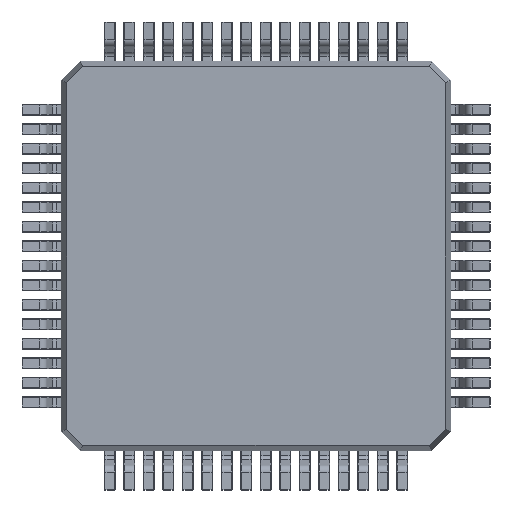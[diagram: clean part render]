
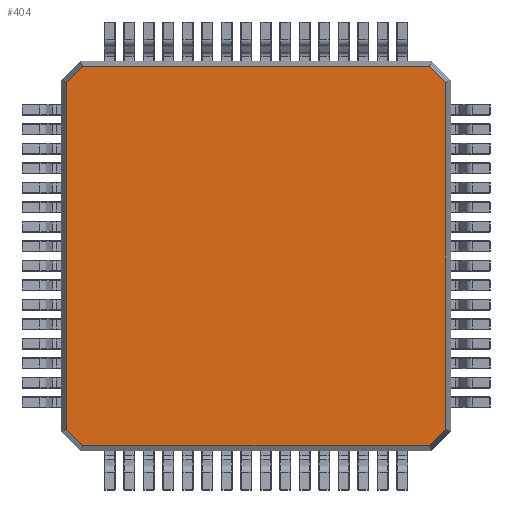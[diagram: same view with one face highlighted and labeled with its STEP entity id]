
A CAD part, front view. The second image highlights one B-rep face of the part: STEP entity #404.
In plain terms, the highlighted planar face has unit normal (0, -1, 0).
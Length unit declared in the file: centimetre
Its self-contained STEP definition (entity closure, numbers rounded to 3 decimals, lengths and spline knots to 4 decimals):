
#209 = EDGE_CURVE ( 'NONE', #3251, #3500, #1408, .T. ) ;
#404 = ADVANCED_FACE ( 'NONE', ( #2207 ), #2384, .T. ) ;
#415 = EDGE_CURVE ( 'NONE', #3814, #3251, #2006, .T. ) ;
#417 = EDGE_CURVE ( 'NONE', #3815, #3814, #2008, .T. ) ;
#419 = EDGE_CURVE ( 'NONE', #3811, #3815, #2010, .T. ) ;
#421 = EDGE_CURVE ( 'NONE', #3808, #3811, #2012, .T. ) ;
#425 = EDGE_CURVE ( 'NONE', #3809, #3808, #2016, .T. ) ;
#431 = EDGE_CURVE ( 'NONE', #3254, #3809, #2022, .T. ) ;
#446 = EDGE_CURVE ( 'NONE', #3500, #3254, #2036, .T. ) ;
#1075 = AXIS2_PLACEMENT_3D ( 'NONE', #2385, #2386, #2387 ) ;
#1104 = VECTOR ( 'NONE', #2481, 100. ) ;
#1106 = VECTOR ( 'NONE', #2485, 100. ) ;
#1108 = VECTOR ( 'NONE', #2489, 100. ) ;
#1110 = VECTOR ( 'NONE', #2493, 100. ) ;
#1114 = VECTOR ( 'NONE', #2501, 100. ) ;
#1120 = VECTOR ( 'NONE', #2681, 100. ) ;
#1135 = VECTOR ( 'NONE', #2709, 100. ) ;
#1390 = ORIENTED_EDGE ( 'NONE', *, *, #431, .T. ) ;
#1391 = ORIENTED_EDGE ( 'NONE', *, *, #415, .T. ) ;
#1392 = ORIENTED_EDGE ( 'NONE', *, *, #209, .T. ) ;
#1393 = ORIENTED_EDGE ( 'NONE', *, *, #446, .T. ) ;
#1394 = ORIENTED_EDGE ( 'NONE', *, *, #425, .T. ) ;
#1395 = ORIENTED_EDGE ( 'NONE', *, *, #421, .T. ) ;
#1396 = ORIENTED_EDGE ( 'NONE', *, *, #419, .T. ) ;
#1397 = ORIENTED_EDGE ( 'NONE', *, *, #417, .T. ) ;
#1408 = LINE ( 'NONE', #3182, #3397 ) ;
#2006 = LINE ( 'NONE', #2480, #1104 ) ;
#2008 = LINE ( 'NONE', #2484, #1106 ) ;
#2010 = LINE ( 'NONE', #2488, #1108 ) ;
#2012 = LINE ( 'NONE', #2492, #1110 ) ;
#2016 = LINE ( 'NONE', #2500, #1114 ) ;
#2022 = LINE ( 'NONE', #2680, #1120 ) ;
#2036 = LINE ( 'NONE', #2708, #1135 ) ;
#2207 = FACE_OUTER_BOUND ( 'NONE', #3932, .T. ) ;
#2384 = PLANE ( 'NONE',  #1075 ) ;
#2385 = CARTESIAN_POINT ( 'NONE',  ( 0., 0.015, -0.5 ) ) ;
#2386 = DIRECTION ( 'NONE',  ( 0., -1., 0. ) ) ;
#2387 = DIRECTION ( 'NONE',  ( 1., 0., 0. ) ) ;
#2480 = CARTESIAN_POINT ( 'NONE',  ( 0.4438, 0.015, -0.485 ) ) ;
#2481 = DIRECTION ( 'NONE',  ( 0.707, 0., 0.707 ) ) ;
#2484 = CARTESIAN_POINT ( 'NONE',  ( 0., 0.015, -0.485 ) ) ;
#2485 = DIRECTION ( 'NONE',  ( 1., 0., 0. ) ) ;
#2488 = CARTESIAN_POINT ( 'NONE',  ( -0.485, 0.015, -0.4438 ) ) ;
#2489 = DIRECTION ( 'NONE',  ( 0.707, 0., -0.707 ) ) ;
#2492 = CARTESIAN_POINT ( 'NONE',  ( -0.485, 0.015, -0.5 ) ) ;
#2493 = DIRECTION ( 'NONE',  ( 0., 0., -1. ) ) ;
#2500 = CARTESIAN_POINT ( 'NONE',  ( -0.4438, 0.015, 0.485 ) ) ;
#2501 = DIRECTION ( 'NONE',  ( -0.707, 0., -0.707 ) ) ;
#2680 = CARTESIAN_POINT ( 'NONE',  ( 0., 0.015, 0.485 ) ) ;
#2681 = DIRECTION ( 'NONE',  ( -1., 0., 0. ) ) ;
#2708 = CARTESIAN_POINT ( 'NONE',  ( 0.485, 0.015, 0.4438 ) ) ;
#2709 = DIRECTION ( 'NONE',  ( -0.707, 0., 0.707 ) ) ;
#2741 = CARTESIAN_POINT ( 'NONE',  ( 0.485, 0.015, -0.4438 ) ) ;
#2744 = CARTESIAN_POINT ( 'NONE',  ( 0.4438, 0.015, 0.485 ) ) ;
#2761 = CARTESIAN_POINT ( 'NONE',  ( 0.485, 0.015, 0.4438 ) ) ;
#2782 = CARTESIAN_POINT ( 'NONE',  ( -0.485, 0.015, 0.4438 ) ) ;
#2783 = CARTESIAN_POINT ( 'NONE',  ( -0.4438, 0.015, 0.485 ) ) ;
#2785 = CARTESIAN_POINT ( 'NONE',  ( -0.485, 0.015, -0.4438 ) ) ;
#2788 = CARTESIAN_POINT ( 'NONE',  ( 0.4438, 0.015, -0.485 ) ) ;
#2789 = CARTESIAN_POINT ( 'NONE',  ( -0.4438, 0.015, -0.485 ) ) ;
#3182 = CARTESIAN_POINT ( 'NONE',  ( 0.485, 0.015, -0.5 ) ) ;
#3222 = DIRECTION ( 'NONE',  ( 0., 0., 1. ) ) ;
#3251 = VERTEX_POINT ( 'NONE', #2741 ) ;
#3254 = VERTEX_POINT ( 'NONE', #2744 ) ;
#3397 = VECTOR ( 'NONE', #3222, 100. ) ;
#3500 = VERTEX_POINT ( 'NONE', #2761 ) ;
#3808 = VERTEX_POINT ( 'NONE', #2782 ) ;
#3809 = VERTEX_POINT ( 'NONE', #2783 ) ;
#3811 = VERTEX_POINT ( 'NONE', #2785 ) ;
#3814 = VERTEX_POINT ( 'NONE', #2788 ) ;
#3815 = VERTEX_POINT ( 'NONE', #2789 ) ;
#3932 = EDGE_LOOP ( 'NONE', ( #1391, #1392, #1393, #1390, #1394, #1395, #1396, #1397 ) ) ;
